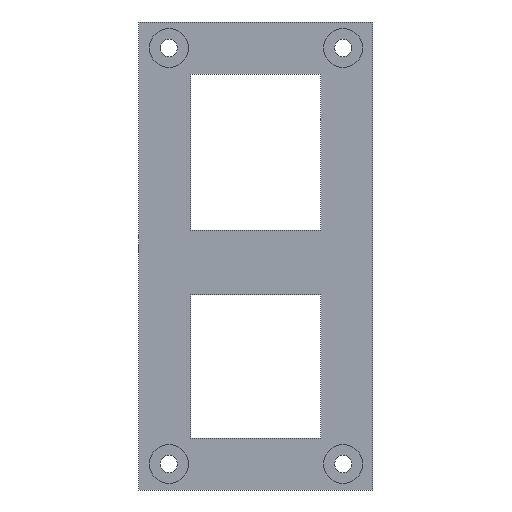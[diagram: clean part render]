
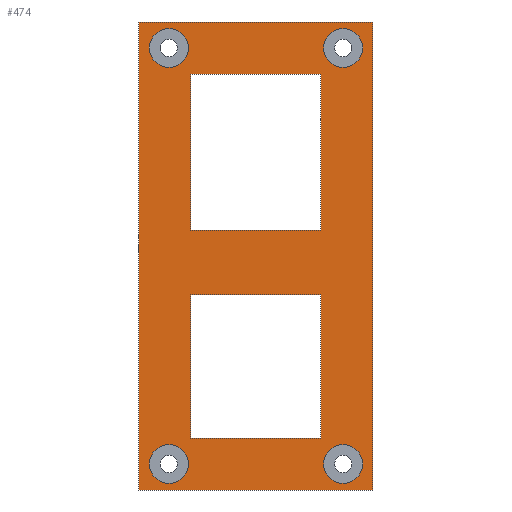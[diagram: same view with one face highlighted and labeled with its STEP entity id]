
A CAD part, front view. The second image highlights one B-rep face of the part: STEP entity #474.
In plain terms, the highlighted planar face has unit normal (0, -1, 0).
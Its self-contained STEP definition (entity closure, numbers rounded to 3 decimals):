
#25=FACE_BOUND('',#117,.T.);
#26=FACE_BOUND('',#118,.T.);
#27=FACE_BOUND('',#119,.T.);
#28=FACE_BOUND('',#120,.T.);
#29=FACE_BOUND('',#121,.T.);
#30=FACE_BOUND('',#122,.T.);
#40=CIRCLE('',#509,7.5);
#42=CIRCLE('',#513,7.5);
#44=CIRCLE('',#517,7.5);
#46=CIRCLE('',#521,7.5);
#80=FACE_OUTER_BOUND('',#116,.T.);
#116=EDGE_LOOP('',(#415,#416,#417,#418));
#117=EDGE_LOOP('',(#419,#420,#421,#422));
#118=EDGE_LOOP('',(#423));
#119=EDGE_LOOP('',(#424));
#120=EDGE_LOOP('',(#425,#426,#427,#428));
#121=EDGE_LOOP('',(#429));
#122=EDGE_LOOP('',(#430));
#125=LINE('',#669,#169);
#129=LINE('',#678,#173);
#133=LINE('',#685,#177);
#134=LINE('',#688,#178);
#137=LINE('',#694,#181);
#142=LINE('',#703,#186);
#152=LINE('',#758,#196);
#154=LINE('',#761,#198);
#157=LINE('',#769,#201);
#160=LINE('',#775,#204);
#163=LINE('',#781,#207);
#166=LINE('',#785,#210);
#169=VECTOR('',#537,10.);
#173=VECTOR('',#543,10.);
#177=VECTOR('',#549,10.);
#178=VECTOR('',#552,10.);
#181=VECTOR('',#557,10.);
#186=VECTOR('',#564,10.);
#196=VECTOR('',#632,10.);
#198=VECTOR('',#636,10.);
#201=VECTOR('',#641,10.);
#204=VECTOR('',#646,10.);
#207=VECTOR('',#651,10.);
#210=VECTOR('',#656,10.);
#213=VERTEX_POINT('',#666);
#214=VERTEX_POINT('',#668);
#217=VERTEX_POINT('',#675);
#218=VERTEX_POINT('',#677);
#220=VERTEX_POINT('',#683);
#221=VERTEX_POINT('',#687);
#223=VERTEX_POINT('',#693);
#226=VERTEX_POINT('',#701);
#236=VERTEX_POINT('',#731);
#238=VERTEX_POINT('',#738);
#240=VERTEX_POINT('',#745);
#242=VERTEX_POINT('',#752);
#245=VERTEX_POINT('',#766);
#246=VERTEX_POINT('',#768);
#248=VERTEX_POINT('',#774);
#250=VERTEX_POINT('',#780);
#253=EDGE_CURVE('',#214,#213,#125,.T.);
#257=EDGE_CURVE('',#218,#217,#129,.T.);
#261=EDGE_CURVE('',#213,#220,#133,.T.);
#262=EDGE_CURVE('',#221,#218,#134,.T.);
#265=EDGE_CURVE('',#223,#214,#137,.T.);
#270=EDGE_CURVE('',#217,#226,#142,.T.);
#285=EDGE_CURVE('',#236,#236,#40,.T.);
#288=EDGE_CURVE('',#238,#238,#42,.T.);
#291=EDGE_CURVE('',#240,#240,#44,.T.);
#294=EDGE_CURVE('',#242,#242,#46,.T.);
#296=EDGE_CURVE('',#226,#221,#152,.T.);
#298=EDGE_CURVE('',#220,#223,#154,.T.);
#301=EDGE_CURVE('',#246,#245,#157,.T.);
#304=EDGE_CURVE('',#248,#246,#160,.T.);
#307=EDGE_CURVE('',#250,#248,#163,.T.);
#310=EDGE_CURVE('',#245,#250,#166,.T.);
#415=ORIENTED_EDGE('',*,*,#310,.T.);
#416=ORIENTED_EDGE('',*,*,#307,.T.);
#417=ORIENTED_EDGE('',*,*,#304,.T.);
#418=ORIENTED_EDGE('',*,*,#301,.T.);
#419=ORIENTED_EDGE('',*,*,#261,.T.);
#420=ORIENTED_EDGE('',*,*,#298,.T.);
#421=ORIENTED_EDGE('',*,*,#265,.T.);
#422=ORIENTED_EDGE('',*,*,#253,.T.);
#423=ORIENTED_EDGE('',*,*,#294,.T.);
#424=ORIENTED_EDGE('',*,*,#285,.T.);
#425=ORIENTED_EDGE('',*,*,#257,.T.);
#426=ORIENTED_EDGE('',*,*,#270,.T.);
#427=ORIENTED_EDGE('',*,*,#296,.T.);
#428=ORIENTED_EDGE('',*,*,#262,.T.);
#429=ORIENTED_EDGE('',*,*,#288,.T.);
#430=ORIENTED_EDGE('',*,*,#291,.T.);
#448=PLANE('',#530);
#474=ADVANCED_FACE('',(#80,#25,#26,#27,#28,#29,#30),#448,.F.);
#509=AXIS2_PLACEMENT_3D('',#733,#598,#599);
#513=AXIS2_PLACEMENT_3D('',#740,#607,#608);
#517=AXIS2_PLACEMENT_3D('',#747,#616,#617);
#521=AXIS2_PLACEMENT_3D('',#754,#625,#626);
#530=AXIS2_PLACEMENT_3D('',#787,#659,#660);
#537=DIRECTION('',(-1.,0.,0.));
#543=DIRECTION('',(1.,0.,0.));
#549=DIRECTION('',(0.,0.,1.));
#552=DIRECTION('',(0.,0.,1.));
#557=DIRECTION('',(0.,0.,-1.));
#564=DIRECTION('',(0.,0.,-1.));
#598=DIRECTION('center_axis',(0.,1.,0.));
#599=DIRECTION('ref_axis',(1.,0.,0.));
#607=DIRECTION('center_axis',(0.,1.,0.));
#608=DIRECTION('ref_axis',(1.,0.,0.));
#616=DIRECTION('center_axis',(0.,1.,0.));
#617=DIRECTION('ref_axis',(1.,0.,0.));
#625=DIRECTION('center_axis',(0.,1.,0.));
#626=DIRECTION('ref_axis',(1.,0.,0.));
#632=DIRECTION('',(-1.,0.,0.));
#636=DIRECTION('',(1.,0.,0.));
#641=DIRECTION('',(1.,0.,0.));
#646=DIRECTION('',(0.,0.,-1.));
#651=DIRECTION('',(-1.,0.,0.));
#656=DIRECTION('',(0.,0.,1.));
#659=DIRECTION('center_axis',(0.,1.,0.));
#660=DIRECTION('ref_axis',(1.,0.,0.));
#666=CARTESIAN_POINT('',(-25.,-5.,100.));
#668=CARTESIAN_POINT('',(25.,-5.,100.));
#669=CARTESIAN_POINT('',(-25.,-5.,100.));
#675=CARTESIAN_POINT('',(25.,-5.,75.));
#677=CARTESIAN_POINT('',(-25.,-5.,75.));
#678=CARTESIAN_POINT('',(25.,-5.,75.));
#683=CARTESIAN_POINT('',(-25.,-5.,160.));
#685=CARTESIAN_POINT('',(-25.,-5.,20.));
#687=CARTESIAN_POINT('',(-25.,-5.,20.));
#688=CARTESIAN_POINT('',(-25.,-5.,20.));
#693=CARTESIAN_POINT('',(25.,-5.,160.));
#694=CARTESIAN_POINT('',(25.,-5.,160.));
#701=CARTESIAN_POINT('',(25.,-5.,20.));
#703=CARTESIAN_POINT('',(25.,-5.,160.));
#731=CARTESIAN_POINT('',(26.,-5.,10.));
#733=CARTESIAN_POINT('Origin',(33.5,-5.,10.));
#738=CARTESIAN_POINT('',(-41.,-5.,170.));
#740=CARTESIAN_POINT('Origin',(-33.5,-5.,170.));
#745=CARTESIAN_POINT('',(-41.,-5.,10.));
#747=CARTESIAN_POINT('Origin',(-33.5,-5.,10.));
#752=CARTESIAN_POINT('',(26.,-5.,170.));
#754=CARTESIAN_POINT('Origin',(33.5,-5.,170.));
#758=CARTESIAN_POINT('',(25.,-5.,20.));
#761=CARTESIAN_POINT('',(-25.,-5.,160.));
#766=CARTESIAN_POINT('',(45.,-5.,0.));
#768=CARTESIAN_POINT('',(-45.,-5.,0.));
#769=CARTESIAN_POINT('',(45.,-5.,0.));
#774=CARTESIAN_POINT('',(-45.,-5.,180.));
#775=CARTESIAN_POINT('',(-45.,-5.,0.));
#780=CARTESIAN_POINT('',(45.,-5.,180.));
#781=CARTESIAN_POINT('',(-45.,-5.,180.));
#785=CARTESIAN_POINT('',(45.,-5.,180.));
#787=CARTESIAN_POINT('Origin',(0.,-5.,90.));
